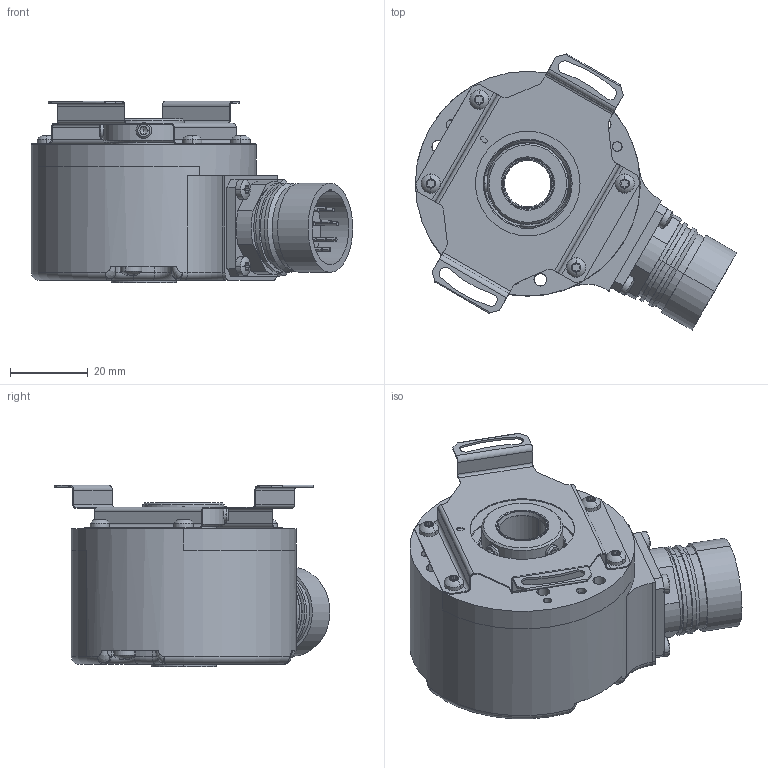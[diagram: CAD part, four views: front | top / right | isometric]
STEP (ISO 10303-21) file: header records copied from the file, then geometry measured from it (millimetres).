
FILE_DESCRIPTION((''),'2;1');
FILE_NAME('519368','2010-10-19T',('se2802'),(''),'PRO/ENGINEER BY PARAMETRIC TECHNOLOGY CORPORATION, 2010180','PRO/ENGINEER BY PARAMETRIC TECHNOLOGY CORPORATION, 2010180','');
FILE_SCHEMA(('CONFIG_CONTROL_DESIGN'));
Length unit declared in the file: millimetre
Products named in the file (1): 519368
Bounding box: 82.9 x 71.2 x 46.9 mm (x, y, z)
Volume: 62942.3 mm3; surface area: 45863.2 mm2
Topology: 1 solids, 3 shells, 1301 faces, 3523 edges, 2245 vertices
Faces by surface type: cylinder 657, plane 425, torus 93, cone 92, sphere 28, bspline 6
Entity records: 44842 total; most frequent: CARTESIAN_POINT 10745, DIRECTION 7678, ORIENTED_EDGE 7018, EDGE_CURVE 3509, AXIS2_PLACEMENT_3D 3068, VERTEX_POINT 2245, CIRCLE 1773, VECTOR 1542
